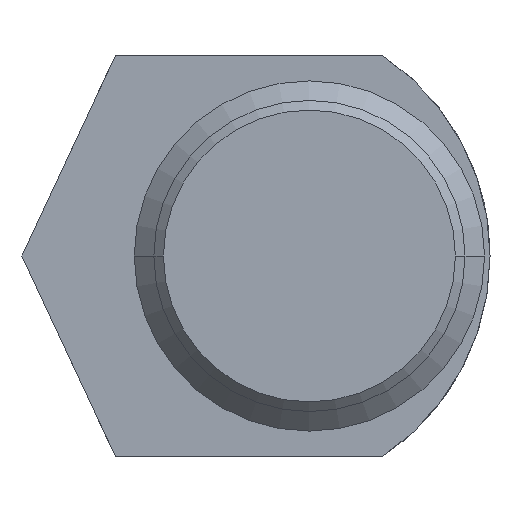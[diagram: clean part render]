
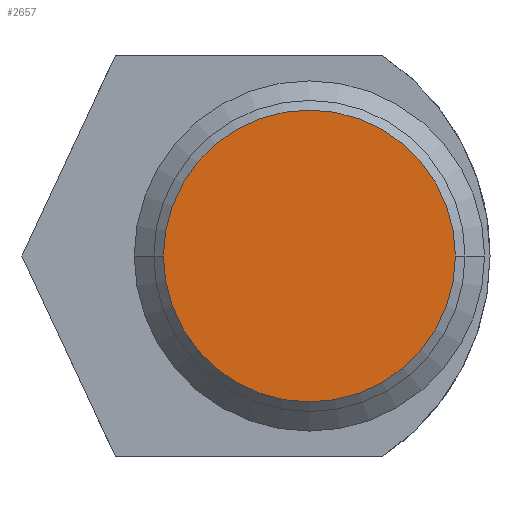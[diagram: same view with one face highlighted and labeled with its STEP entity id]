
A CAD part, left-side view. The second image highlights one B-rep face of the part: STEP entity #2657.
In plain terms, the highlighted planar face has unit normal (-1, 0, 0).
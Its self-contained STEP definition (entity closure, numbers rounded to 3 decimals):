
#745=CARTESIAN_POINT('',(-44.145,-4.75,0.));
#746=DIRECTION('',(-1.,0.,0.));
#747=DIRECTION('',(0.,1.,0.));
#748=AXIS2_PLACEMENT_3D('',#745,#746,#747);
#775=CARTESIAN_POINT('',(-44.145,-4.75,0.));
#776=DIRECTION('',(1.,0.,0.));
#777=DIRECTION('',(0.,1.,0.));
#778=AXIS2_PLACEMENT_3D('',#775,#776,#777);
#1971=CARTESIAN_POINT('',(-44.145,6.807,0.));
#1972=CARTESIAN_POINT('',(-44.145,-16.307,0.));
#1973=VERTEX_POINT('',#1971);
#1974=VERTEX_POINT('',#1972);
#2647=CARTESIAN_POINT('',(-44.145,0.,0.));
#2648=DIRECTION('',(1.,0.,0.));
#2649=DIRECTION('',(0.,0.,-1.));
#2650=AXIS2_PLACEMENT_3D('',#2647,#2648,#2649);
#2651=PLANE('',#2650);
#2652=ORIENTED_EDGE('',*,*,#2637,.F.);
#2654=ORIENTED_EDGE('',*,*,#2653,.T.);
#2655=EDGE_LOOP('',(#2652,#2654));
#2656=FACE_OUTER_BOUND('',#2655,.F.);
#2657=ADVANCED_FACE('',(#2656),#2651,.F.);
#749=CIRCLE('',#748,11.557);
#779=CIRCLE('',#778,11.557);
#2637=EDGE_CURVE('',#1973,#1974,#749,.T.);
#2653=EDGE_CURVE('',#1973,#1974,#779,.T.);
